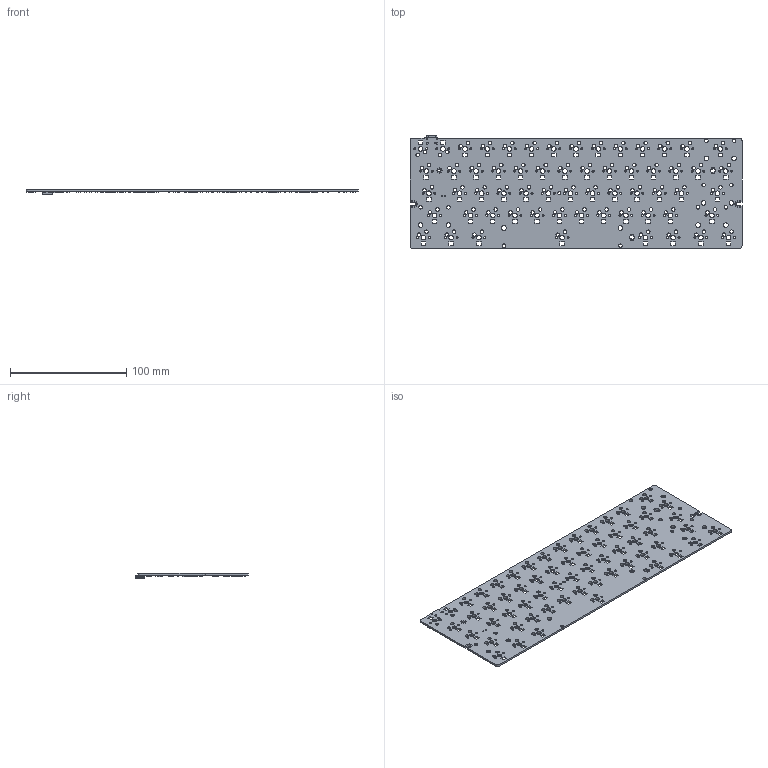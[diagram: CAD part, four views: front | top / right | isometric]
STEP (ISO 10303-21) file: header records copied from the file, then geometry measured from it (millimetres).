
FILE_DESCRIPTION(('KiCad electronic assembly'),'2;1');
FILE_NAME('Instant60_ANSI_PCB.step','2022-10-05T20:35:48',('Pcbnew'),( 'Kicad'),'Open CASCADE STEP processor 7.6','KiCad to STEP converter' ,'Unknown');
FILE_SCHEMA(('AUTOMOTIVE_DESIGN { 1 0 10303 214 1 1 1 1 }'));
Length unit declared in the file: millimetre
Products named in the file (26): Instant60_ANSI_PCB 1; LED_WS2812B_PLCC4_5.0x5.0mm_P3.2mm; SOLID; SW_SPDT_PCM12; SOT-23; C_0603_1608Metric; D_SOD-123F; HRO  TYPE-C-31-M-12; R_0603_1608Metric; SOT-23-6; SOT-23-5; LQFP-48_7x7mm_P0.5mm; Fuse_1206_3216Metric; SW_SPST_TL3342; _autosave-Instant60 PCB
Assembly tree (185 placements, depth 3):
  Instant60_ANSI_PCB 1
    LED_WS2812B_PLCC4_5.0x5.0mm_P3.2mm  x14
      SOLID
    SW_SPDT_PCM12
      SOLID
    SOT-23
      SOLID
    C_0603_1608Metric  x23
      SOLID
    D_SOD-123F  x62
      SOLID
    HRO  TYPE-C-31-M-12
      SOLID
    R_0603_1608Metric  x65
      SOLID
    SOT-23-6
      SOLID
    SOT-23-5
      SOLID
    LQFP-48_7x7mm_P0.5mm
      SOLID
    Fuse_1206_3216Metric
      SOLID
    SW_SPST_TL3342
      SOLID
    _autosave-Instant60 PCB
Bounding box: 285 x 96.71 x 4.86 mm (x, y, z)
Volume: 39470.9 mm3; surface area: 59082.3 mm2
Topology: 173 solids, 174 shells, 7189 faces, 18721 edges, 11961 vertices
Faces by surface type: bspline 6529, cylinder 388, plane 272
Full cylindrical faces by diameter (mm): 0.5 x34, 0.65 x2, 0.9 x2, 1.75 x122, 2.499 x1, 3 x122, 3.048 x10, 3.988 x71
Entity records: 166735 total; most frequent: CARTESIAN_POINT 54182, ORIENTED_EDGE 13024, PCURVE 13024, DEFINITIONAL_REPRESENTATION 13024, B_SPLINE_CURVE_WITH_KNOTS 12144, DIRECTION 8390, EDGE_CURVE 6512, SURFACE_CURVE 6135
